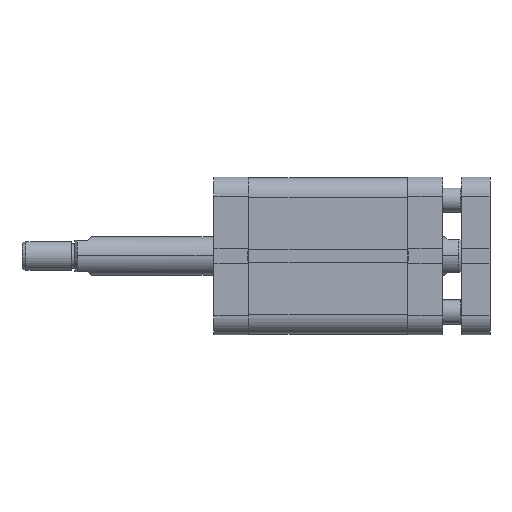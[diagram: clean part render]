
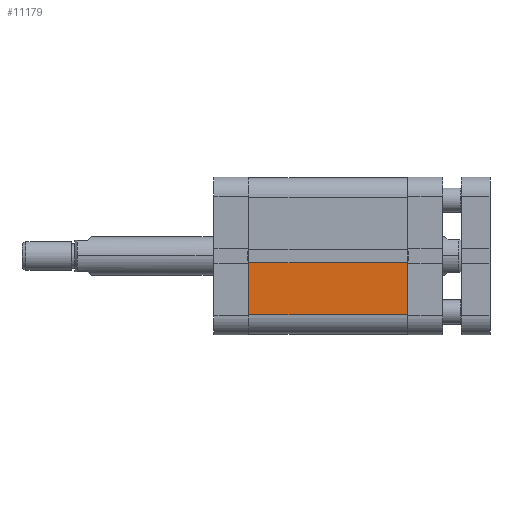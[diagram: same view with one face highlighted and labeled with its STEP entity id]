
A CAD part, front view. The second image highlights one B-rep face of the part: STEP entity #11179.
In plain terms, the highlighted planar face has unit normal (0, -1, 0).
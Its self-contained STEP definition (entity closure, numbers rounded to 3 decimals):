
#679 = LINE ( 'NONE', #37056, #31248 ) ;
#2557 = CARTESIAN_POINT ( 'NONE',  ( 0., -32.5, -24.5 ) ) ;
#6153 = PLANE ( 'NONE',  #34838 ) ;
#6339 = EDGE_LOOP ( 'NONE', ( #12446, #11997, #18429, #24900 ) ) ;
#6373 = CARTESIAN_POINT ( 'NONE',  ( 0., -32.5, -32.5 ) ) ;
#6527 = CARTESIAN_POINT ( 'NONE',  ( 0., -32.5, -2.8 ) ) ;
#6542 = DIRECTION ( 'NONE',  ( 0., 0., 1. ) ) ;
#6727 = CARTESIAN_POINT ( 'NONE',  ( 66., -32.5, -32.5 ) ) ;
#9532 = DIRECTION ( 'NONE',  ( 0., 1., 0. ) ) ;
#9919 = CARTESIAN_POINT ( 'NONE',  ( 66.001, -32.5, -2.8 ) ) ;
#10131 = VECTOR ( 'NONE', #37019, 1000. ) ;
#11179 = ADVANCED_FACE ( 'NONE', ( #36609 ), #6153, .F. ) ;
#11997 = ORIENTED_EDGE ( 'NONE', *, *, #38225, .T. ) ;
#12446 = ORIENTED_EDGE ( 'NONE', *, *, #17602, .T. ) ;
#17548 = VECTOR ( 'NONE', #36806, 1000. ) ;
#17602 = EDGE_CURVE ( 'NONE', #23444, #33082, #19051, .T. ) ;
#18096 = CARTESIAN_POINT ( 'NONE',  ( 66., -32.5, -32.5 ) ) ;
#18429 = ORIENTED_EDGE ( 'NONE', *, *, #24497, .T. ) ;
#19051 = LINE ( 'NONE', #9919, #17548 ) ;
#23444 = VERTEX_POINT ( 'NONE', #35830 ) ;
#23921 = VERTEX_POINT ( 'NONE', #2557 ) ;
#24497 = EDGE_CURVE ( 'NONE', #23921, #34146, #679, .T. ) ;
#24726 = EDGE_CURVE ( 'NONE', #23444, #34146, #30831, .T. ) ;
#24900 = ORIENTED_EDGE ( 'NONE', *, *, #24726, .F. ) ;
#27447 = DIRECTION ( 'NONE',  ( 0., 0., -1. ) ) ;
#28886 = DIRECTION ( 'NONE',  ( 1., 0., 0. ) ) ;
#29350 = VECTOR ( 'NONE', #27447, 1000. ) ;
#30831 = LINE ( 'NONE', #18096, #29350 ) ;
#31207 = CARTESIAN_POINT ( 'NONE',  ( 66., -32.5, -24.5 ) ) ;
#31248 = VECTOR ( 'NONE', #28886, 1000. ) ;
#33082 = VERTEX_POINT ( 'NONE', #6527 ) ;
#34146 = VERTEX_POINT ( 'NONE', #31207 ) ;
#34838 = AXIS2_PLACEMENT_3D ( 'NONE', #6727, #9532, #6542 ) ;
#35458 = LINE ( 'NONE', #6373, #10131 ) ;
#35830 = CARTESIAN_POINT ( 'NONE',  ( 66., -32.5, -2.8 ) ) ;
#36609 = FACE_OUTER_BOUND ( 'NONE', #6339, .T. ) ;
#36806 = DIRECTION ( 'NONE',  ( -1., 0., 0. ) ) ;
#37019 = DIRECTION ( 'NONE',  ( 0., 0., -1. ) ) ;
#37056 = CARTESIAN_POINT ( 'NONE',  ( 66., -32.5, -24.5 ) ) ;
#38225 = EDGE_CURVE ( 'NONE', #33082, #23921, #35458, .T. ) ;
